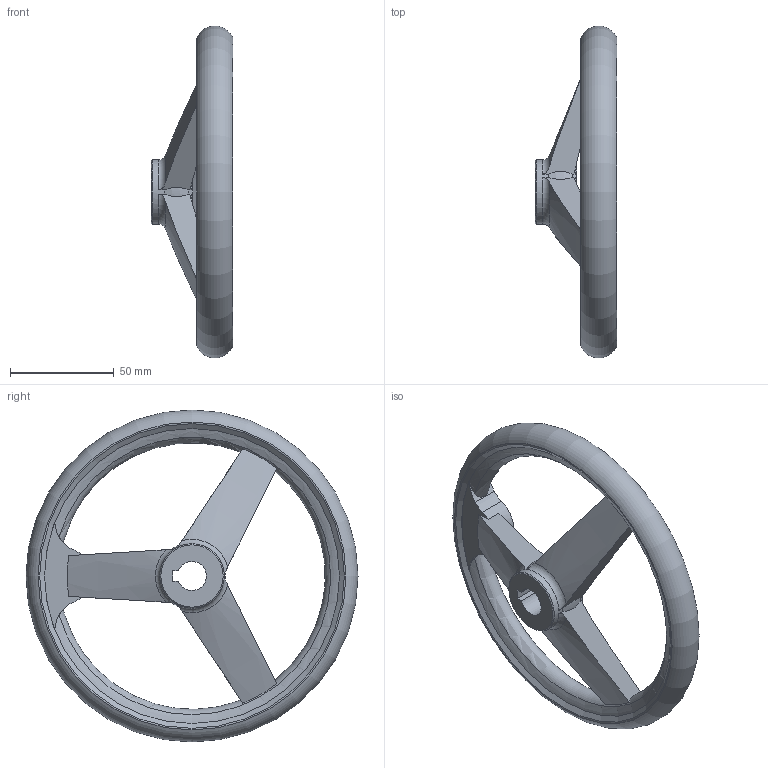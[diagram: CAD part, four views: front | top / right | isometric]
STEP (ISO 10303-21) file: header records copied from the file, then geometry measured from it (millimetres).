
FILE_DESCRIPTION( ( 'STEP AP203' ), ' ' );
FILE_NAME( 'Stainless Steel-Handwheel GN 950.6-160-K14-A.stp', '2015-09-15T09:44:55', ( '' ), ( '' ), ' ', 'PARTsolutions', ' ' );
FILE_SCHEMA( ( 'CONFIG_CONTROL_DESIGN' ) );
Length unit declared in the file: millimetre
Products named in the file (1): _Stainless Steel-Handwheel GN 950.6-160-K14-A
Bounding box: 39.5 x 159.96 x 159.96 mm (x, y, z)
Volume: 138129.7 mm3; surface area: 36745.9 mm2
Topology: 1 solids, 1 shells, 52 faces, 160 edges, 104 vertices
Faces by surface type: torus 15, plane 13, cone 12, cylinder 9, bspline 3
Full cylindrical faces by diameter (mm): 31 x2, 142.56 x1
Entity records: 2315 total; most frequent: CARTESIAN_POINT 969, ORIENTED_EDGE 290, DIRECTION 246, EDGE_CURVE 145, AXIS2_PLACEMENT_3D 108, VERTEX_POINT 101, EDGE_LOOP 65, FACE_OUTER_BOUND 60
